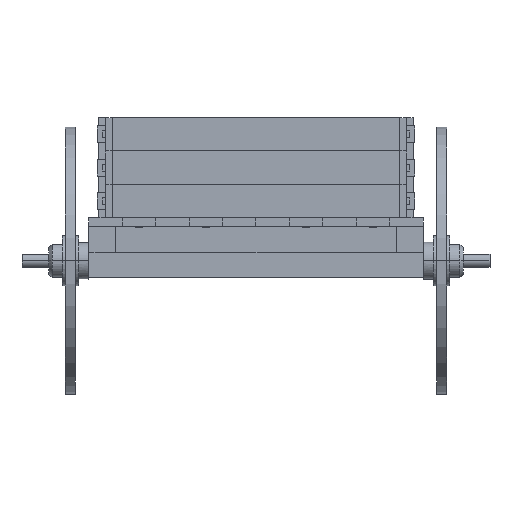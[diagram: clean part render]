
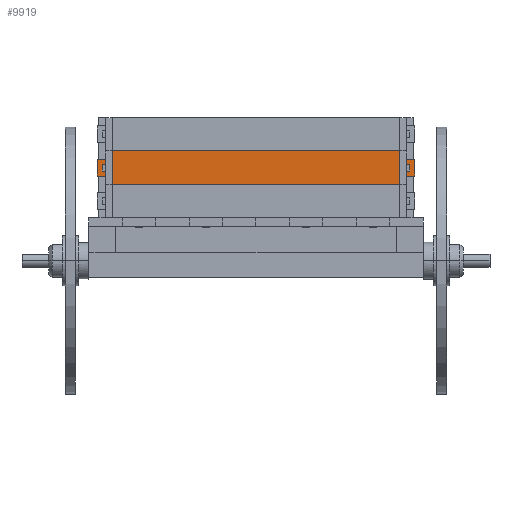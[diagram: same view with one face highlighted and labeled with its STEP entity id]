
A CAD part, left-side view. The second image highlights one B-rep face of the part: STEP entity #9919.
In plain terms, the highlighted face is planar.
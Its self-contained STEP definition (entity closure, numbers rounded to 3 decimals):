
#9767=AXIS2_PLACEMENT_3D('Plane Axis2P3D',#9764,#9765,#9766) ;
#9542=CARTESIAN_POINT('Line Origine',(-460.,-20.,50.)) ;
#9546=CARTESIAN_POINT('Vertex',(-460.,-20.,60.)) ;
#9548=CARTESIAN_POINT('Vertex',(-460.,-20.,40.)) ;
#9582=CARTESIAN_POINT('Line Origine',(-455.,-20.,60.)) ;
#9586=CARTESIAN_POINT('Vertex',(-450.,-20.,60.)) ;
#9764=CARTESIAN_POINT('Axis2P3D Location',(0.,-20.,100.)) ;
#9769=CARTESIAN_POINT('Line Origine',(-475.,-20.,50.)) ;
#9773=CARTESIAN_POINT('Vertex',(-475.,-20.,75.)) ;
#9775=CARTESIAN_POINT('Vertex',(-475.,-20.,25.)) ;
#9778=CARTESIAN_POINT('Line Origine',(-452.5,-20.,25.)) ;
#9782=CARTESIAN_POINT('Vertex',(-430.,-20.,25.)) ;
#9785=CARTESIAN_POINT('Line Origine',(-430.,-20.,12.5)) ;
#9789=CARTESIAN_POINT('Vertex',(-430.,-20.,0.)) ;
#9792=CARTESIAN_POINT('Line Origine',(0.,-20.,0.)) ;
#9796=CARTESIAN_POINT('Vertex',(430.,-20.,0.)) ;
#9799=CARTESIAN_POINT('Line Origine',(430.,-20.,12.5)) ;
#9803=CARTESIAN_POINT('Vertex',(430.,-20.,25.)) ;
#9806=CARTESIAN_POINT('Line Origine',(452.5,-20.,25.)) ;
#9810=CARTESIAN_POINT('Vertex',(475.,-20.,25.)) ;
#9813=CARTESIAN_POINT('Line Origine',(475.,-20.,50.)) ;
#9817=CARTESIAN_POINT('Vertex',(475.,-20.,75.)) ;
#9820=CARTESIAN_POINT('Line Origine',(452.5,-20.,75.)) ;
#9824=CARTESIAN_POINT('Vertex',(430.,-20.,75.)) ;
#9827=CARTESIAN_POINT('Line Origine',(430.,-20.,87.5)) ;
#9831=CARTESIAN_POINT('Vertex',(430.,-20.,100.)) ;
#9834=CARTESIAN_POINT('Line Origine',(0.,-20.,100.)) ;
#9838=CARTESIAN_POINT('Vertex',(-430.,-20.,100.)) ;
#9841=CARTESIAN_POINT('Line Origine',(-430.,-20.,87.5)) ;
#9845=CARTESIAN_POINT('Vertex',(-430.,-20.,75.)) ;
#9848=CARTESIAN_POINT('Line Origine',(-452.5,-20.,75.)) ;
#9867=CARTESIAN_POINT('Line Origine',(-450.,-20.,50.)) ;
#9871=CARTESIAN_POINT('Vertex',(-450.,-20.,40.)) ;
#9874=CARTESIAN_POINT('Line Origine',(-455.,-20.,40.)) ;
#9885=CARTESIAN_POINT('Line Origine',(455.,-20.,60.)) ;
#9889=CARTESIAN_POINT('Vertex',(460.,-20.,60.)) ;
#9891=CARTESIAN_POINT('Vertex',(450.,-20.,60.)) ;
#9894=CARTESIAN_POINT('Line Origine',(460.,-20.,50.)) ;
#9898=CARTESIAN_POINT('Vertex',(460.,-20.,40.)) ;
#9901=CARTESIAN_POINT('Line Origine',(455.,-20.,40.)) ;
#9905=CARTESIAN_POINT('Vertex',(450.,-20.,40.)) ;
#9908=CARTESIAN_POINT('Line Origine',(450.,-20.,50.)) ;
#9543=DIRECTION('Vector Direction',(0.,0.,-1.)) ;
#9583=DIRECTION('Vector Direction',(-1.,0.,0.)) ;
#9765=DIRECTION('Axis2P3D Direction',(0.,-1.,0.)) ;
#9766=DIRECTION('Axis2P3D XDirection',(0.,0.,-1.)) ;
#9770=DIRECTION('Vector Direction',(0.,0.,-1.)) ;
#9779=DIRECTION('Vector Direction',(1.,0.,0.)) ;
#9786=DIRECTION('Vector Direction',(0.,0.,1.)) ;
#9793=DIRECTION('Vector Direction',(1.,0.,0.)) ;
#9800=DIRECTION('Vector Direction',(0.,0.,1.)) ;
#9807=DIRECTION('Vector Direction',(-1.,0.,0.)) ;
#9814=DIRECTION('Vector Direction',(0.,0.,-1.)) ;
#9821=DIRECTION('Vector Direction',(-1.,0.,0.)) ;
#9828=DIRECTION('Vector Direction',(0.,0.,-1.)) ;
#9835=DIRECTION('Vector Direction',(1.,0.,0.)) ;
#9842=DIRECTION('Vector Direction',(0.,0.,-1.)) ;
#9849=DIRECTION('Vector Direction',(1.,0.,0.)) ;
#9868=DIRECTION('Vector Direction',(0.,0.,1.)) ;
#9875=DIRECTION('Vector Direction',(1.,0.,0.)) ;
#9886=DIRECTION('Vector Direction',(-1.,0.,0.)) ;
#9895=DIRECTION('Vector Direction',(0.,0.,-1.)) ;
#9902=DIRECTION('Vector Direction',(1.,0.,0.)) ;
#9909=DIRECTION('Vector Direction',(0.,0.,1.)) ;
#9544=VECTOR('Line Direction',#9543,1.) ;
#9584=VECTOR('Line Direction',#9583,1.) ;
#9771=VECTOR('Line Direction',#9770,1.) ;
#9780=VECTOR('Line Direction',#9779,1.) ;
#9787=VECTOR('Line Direction',#9786,1.) ;
#9794=VECTOR('Line Direction',#9793,1.) ;
#9801=VECTOR('Line Direction',#9800,1.) ;
#9808=VECTOR('Line Direction',#9807,1.) ;
#9815=VECTOR('Line Direction',#9814,1.) ;
#9822=VECTOR('Line Direction',#9821,1.) ;
#9829=VECTOR('Line Direction',#9828,1.) ;
#9836=VECTOR('Line Direction',#9835,1.) ;
#9843=VECTOR('Line Direction',#9842,1.) ;
#9850=VECTOR('Line Direction',#9849,1.) ;
#9869=VECTOR('Line Direction',#9868,1.) ;
#9876=VECTOR('Line Direction',#9875,1.) ;
#9887=VECTOR('Line Direction',#9886,1.) ;
#9896=VECTOR('Line Direction',#9895,1.) ;
#9903=VECTOR('Line Direction',#9902,1.) ;
#9910=VECTOR('Line Direction',#9909,1.) ;
#9854=ORIENTED_EDGE('',*,*,#9777,.T.) ;
#9855=ORIENTED_EDGE('',*,*,#9784,.T.) ;
#9856=ORIENTED_EDGE('',*,*,#9791,.F.) ;
#9857=ORIENTED_EDGE('',*,*,#9798,.T.) ;
#9858=ORIENTED_EDGE('',*,*,#9805,.T.) ;
#9859=ORIENTED_EDGE('',*,*,#9812,.F.) ;
#9860=ORIENTED_EDGE('',*,*,#9819,.F.) ;
#9861=ORIENTED_EDGE('',*,*,#9826,.T.) ;
#9862=ORIENTED_EDGE('',*,*,#9833,.F.) ;
#9863=ORIENTED_EDGE('',*,*,#9840,.F.) ;
#9864=ORIENTED_EDGE('',*,*,#9847,.T.) ;
#9865=ORIENTED_EDGE('',*,*,#9852,.F.) ;
#9880=ORIENTED_EDGE('',*,*,#9550,.F.) ;
#9881=ORIENTED_EDGE('',*,*,#9588,.F.) ;
#9882=ORIENTED_EDGE('',*,*,#9873,.F.) ;
#9883=ORIENTED_EDGE('',*,*,#9878,.F.) ;
#9914=ORIENTED_EDGE('',*,*,#9893,.F.) ;
#9915=ORIENTED_EDGE('',*,*,#9900,.T.) ;
#9916=ORIENTED_EDGE('',*,*,#9907,.F.) ;
#9917=ORIENTED_EDGE('',*,*,#9912,.T.) ;
#9884=FACE_BOUND('',#9879,.T.) ;
#9918=FACE_BOUND('',#9913,.T.) ;
#9919=ADVANCED_FACE('PartBody',(#9866,#9884,#9918),#9768,.T.) ;
#9550=EDGE_CURVE('',#9547,#9549,#9545,.T.) ;
#9588=EDGE_CURVE('',#9587,#9547,#9585,.T.) ;
#9777=EDGE_CURVE('',#9774,#9776,#9772,.T.) ;
#9784=EDGE_CURVE('',#9776,#9783,#9781,.T.) ;
#9791=EDGE_CURVE('',#9790,#9783,#9788,.T.) ;
#9798=EDGE_CURVE('',#9790,#9797,#9795,.T.) ;
#9805=EDGE_CURVE('',#9797,#9804,#9802,.T.) ;
#9812=EDGE_CURVE('',#9811,#9804,#9809,.T.) ;
#9819=EDGE_CURVE('',#9818,#9811,#9816,.T.) ;
#9826=EDGE_CURVE('',#9818,#9825,#9823,.T.) ;
#9833=EDGE_CURVE('',#9832,#9825,#9830,.T.) ;
#9840=EDGE_CURVE('',#9839,#9832,#9837,.T.) ;
#9847=EDGE_CURVE('',#9839,#9846,#9844,.T.) ;
#9852=EDGE_CURVE('',#9774,#9846,#9851,.T.) ;
#9873=EDGE_CURVE('',#9872,#9587,#9870,.T.) ;
#9878=EDGE_CURVE('',#9549,#9872,#9877,.T.) ;
#9893=EDGE_CURVE('',#9890,#9892,#9888,.T.) ;
#9900=EDGE_CURVE('',#9890,#9899,#9897,.T.) ;
#9907=EDGE_CURVE('',#9906,#9899,#9904,.T.) ;
#9912=EDGE_CURVE('',#9906,#9892,#9911,.T.) ;
#9853=EDGE_LOOP('',(#9854,#9855,#9856,#9857,#9858,#9859,#9860,#9861,#9862,#9863,#9864,#9865)) ;
#9879=EDGE_LOOP('',(#9880,#9881,#9882,#9883)) ;
#9913=EDGE_LOOP('',(#9914,#9915,#9916,#9917)) ;
#9866=FACE_OUTER_BOUND('',#9853,.T.) ;
#9545=LINE('Line',#9542,#9544) ;
#9585=LINE('Line',#9582,#9584) ;
#9772=LINE('Line',#9769,#9771) ;
#9781=LINE('Line',#9778,#9780) ;
#9788=LINE('Line',#9785,#9787) ;
#9795=LINE('Line',#9792,#9794) ;
#9802=LINE('Line',#9799,#9801) ;
#9809=LINE('Line',#9806,#9808) ;
#9816=LINE('Line',#9813,#9815) ;
#9823=LINE('Line',#9820,#9822) ;
#9830=LINE('Line',#9827,#9829) ;
#9837=LINE('Line',#9834,#9836) ;
#9844=LINE('Line',#9841,#9843) ;
#9851=LINE('Line',#9848,#9850) ;
#9870=LINE('Line',#9867,#9869) ;
#9877=LINE('Line',#9874,#9876) ;
#9888=LINE('Line',#9885,#9887) ;
#9897=LINE('Line',#9894,#9896) ;
#9904=LINE('Line',#9901,#9903) ;
#9911=LINE('Line',#9908,#9910) ;
#9768=PLANE('Plane',#9767) ;
#9547=VERTEX_POINT('',#9546) ;
#9549=VERTEX_POINT('',#9548) ;
#9587=VERTEX_POINT('',#9586) ;
#9774=VERTEX_POINT('',#9773) ;
#9776=VERTEX_POINT('',#9775) ;
#9783=VERTEX_POINT('',#9782) ;
#9790=VERTEX_POINT('',#9789) ;
#9797=VERTEX_POINT('',#9796) ;
#9804=VERTEX_POINT('',#9803) ;
#9811=VERTEX_POINT('',#9810) ;
#9818=VERTEX_POINT('',#9817) ;
#9825=VERTEX_POINT('',#9824) ;
#9832=VERTEX_POINT('',#9831) ;
#9839=VERTEX_POINT('',#9838) ;
#9846=VERTEX_POINT('',#9845) ;
#9872=VERTEX_POINT('',#9871) ;
#9890=VERTEX_POINT('',#9889) ;
#9892=VERTEX_POINT('',#9891) ;
#9899=VERTEX_POINT('',#9898) ;
#9906=VERTEX_POINT('',#9905) ;
